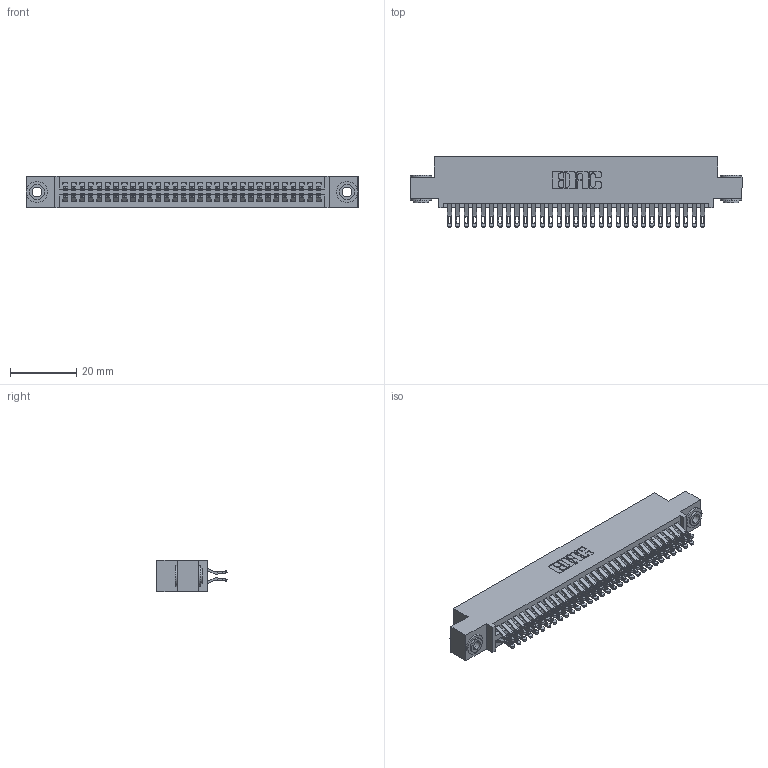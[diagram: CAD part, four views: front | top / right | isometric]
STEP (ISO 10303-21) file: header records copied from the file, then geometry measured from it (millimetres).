
FILE_DESCRIPTION (( 'STEP AP203' ), '1' );
FILE_NAME ('395-062-555-503.STEP', '2019-10-23T16:39:42', ( '' ), ( '' ), 'SwSTEP 2.0', 'SolidWorks 2016', '' );
FILE_SCHEMA (( 'CONFIG_CONTROL_DESIGN' ));
Length unit declared in the file: inch
Products named in the file (4): 345-292-001_555 Tail; 345-250-002_345-250-002-102; 395-062-555-503; 345 Part_0.110 Offset - 0.156 Dia-TH
Assembly tree (65 placements, depth 2):
  395-062-555-503
    345 Part_0.110 Offset - 0.156 Dia-TH
    345-292-001_555 Tail  x62
    345-250-002_345-250-002-102  x2
Bounding box: 99.95 x 21.13 x 9.4 mm (x, y, z)
Volume: 9732.9 mm3; surface area: 15097 mm2
Topology: 65 solids, 65 shells, 3640 faces, 11403 edges, 7598 vertices
Faces by surface type: plane 2016, cylinder 1616, cone 8
Entity records: 26912 total; most frequent: CARTESIAN_POINT 4533, ORIENTED_EDGE 4430, DIRECTION 4009, EDGE_CURVE 2215, LINE 1915, VECTOR 1915, VERTEX_POINT 1474, AXIS2_PLACEMENT_3D 1047
